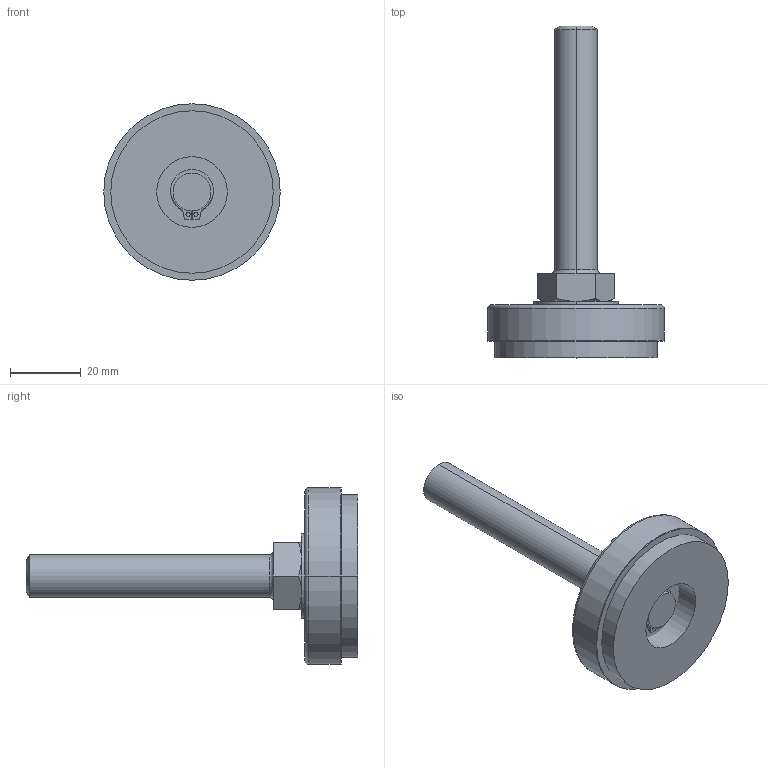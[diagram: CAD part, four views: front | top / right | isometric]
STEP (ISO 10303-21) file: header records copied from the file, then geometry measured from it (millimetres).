
FILE_DESCRIPTION (( 'STEP AP203' ), '1' );
FILE_NAME ('KC-280-3_.STEP', '2006-06-08T05:54:12', ( ' ' ), ( ' ' ), 'SwSTEP 2.0', 'SolidWorks 2005204', '' );
FILE_SCHEMA (( 'CONFIG_CONTROL_DESIGN' ));
Length unit declared in the file: millimetre
Products named in the file (6): KC-280-3儃儖僩_岞_棉太倌; KC-280-3_; KC-280-3僇僶乕_棉太倌; KC-280-3僑儉懌_棉太倌; KC-280-3用ワッシャー_ﾃﾞﾌｫﾙﾄ; φ10用C型止め輪（外部）_JIS B 2804 Shaft use 10
Assembly tree (6 placements, depth 2):
  KC-280-3_
    φ10用C型止め輪（外部）_JIS B 2804 Shaft use 10
    KC-280-3儃儖僩_岞_棉太倌
    KC-280-3僑儉懌_棉太倌
    KC-280-3用ワッシャー_ﾃﾞﾌｫﾙﾄ  x2
    KC-280-3僇僶乕_棉太倌
Bounding box: 50 x 94 x 50 mm (x, y, z)
Volume: 36764.5 mm3; surface area: 19012.3 mm2
Topology: 6 solids, 6 shells, 100 faces, 218 edges, 140 vertices
Faces by surface type: cylinder 50, plane 34, cone 8, torus 8
Entity records: 3346 total; most frequent: DIRECTION 516, CARTESIAN_POINT 509, ORIENTED_EDGE 412, AXIS2_PLACEMENT_3D 219, EDGE_CURVE 206, VERTEX_POINT 132, CIRCLE 116, EDGE_LOOP 114
